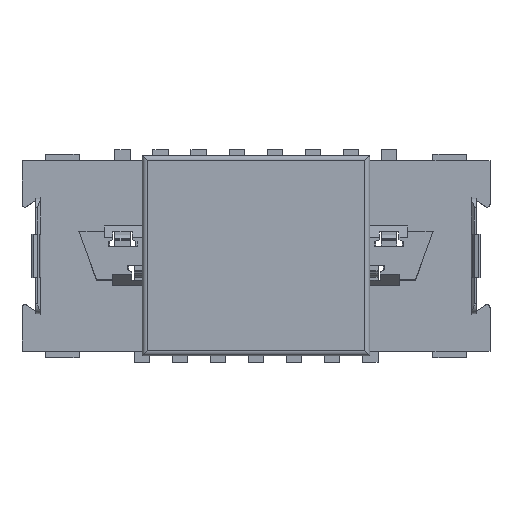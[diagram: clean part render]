
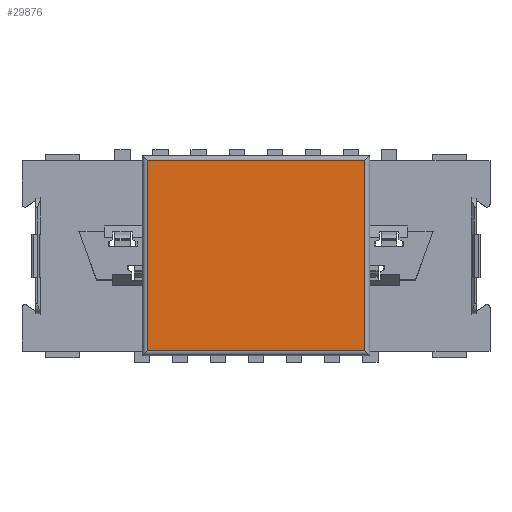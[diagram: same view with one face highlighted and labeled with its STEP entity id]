
A CAD part, top view. The second image highlights one B-rep face of the part: STEP entity #29876.
In plain terms, the highlighted planar face has unit normal (0, 0, 1).
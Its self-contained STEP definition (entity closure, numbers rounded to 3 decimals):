
#11210=DIRECTION('',(-1.,0.,0.));
#11211=VECTOR('',#11210,5.71);
#11212=CARTESIAN_POINT('',(2.855,-2.5,3.612));
#11213=LINE('7111',#11212,#11211);
#11214=DIRECTION('',(0.,1.,0.));
#11215=VECTOR('',#11214,5.);
#11216=CARTESIAN_POINT('',(-2.855,-2.5,3.612));
#11217=LINE('7113',#11216,#11215);
#11218=DIRECTION('',(-1.,0.,0.));
#11219=VECTOR('',#11218,5.71);
#11220=CARTESIAN_POINT('',(2.855,2.5,3.612));
#11221=LINE('7115',#11220,#11219);
#11222=DIRECTION('',(0.,-1.,0.));
#11223=VECTOR('',#11222,5.);
#11224=CARTESIAN_POINT('',(2.855,2.5,3.612));
#11225=LINE('7116',#11224,#11223);
#14742=CARTESIAN_POINT('',(2.855,-2.5,3.612));
#14743=CARTESIAN_POINT('',(-2.855,-2.5,3.612));
#14744=VERTEX_POINT('',#14742);
#14745=VERTEX_POINT('',#14743);
#14748=CARTESIAN_POINT('',(-2.855,2.5,3.612));
#14749=VERTEX_POINT('',#14748);
#14752=CARTESIAN_POINT('',(2.855,2.5,3.612));
#14753=VERTEX_POINT('',#14752);
#29864=CARTESIAN_POINT('',(-2.985,2.63,3.612));
#29865=DIRECTION('',(0.,0.,1.));
#29866=DIRECTION('',(0.,-1.,0.));
#29867=AXIS2_PLACEMENT_3D('',#29864,#29865,#29866);
#29868=PLANE('4334',#29867);
#29870=ORIENTED_EDGE('7111',*,*,#29869,.T.);
#29871=ORIENTED_EDGE('7113',*,*,#29785,.T.);
#29872=ORIENTED_EDGE('7115',*,*,#29801,.F.);
#29873=ORIENTED_EDGE('7116',*,*,#29855,.T.);
#29874=EDGE_LOOP('4334',(#29870,#29871,#29872,#29873));
#29875=FACE_OUTER_BOUND('4334',#29874,.F.);
#29876=ADVANCED_FACE('4334',(#29875),#29868,.T.);
#29785=EDGE_CURVE('7113',#14745,#14749,#11217,.T.);
#29801=EDGE_CURVE('7115',#14753,#14749,#11221,.T.);
#29855=EDGE_CURVE('7116',#14753,#14744,#11225,.T.);
#29869=EDGE_CURVE('7111',#14744,#14745,#11213,.T.);
